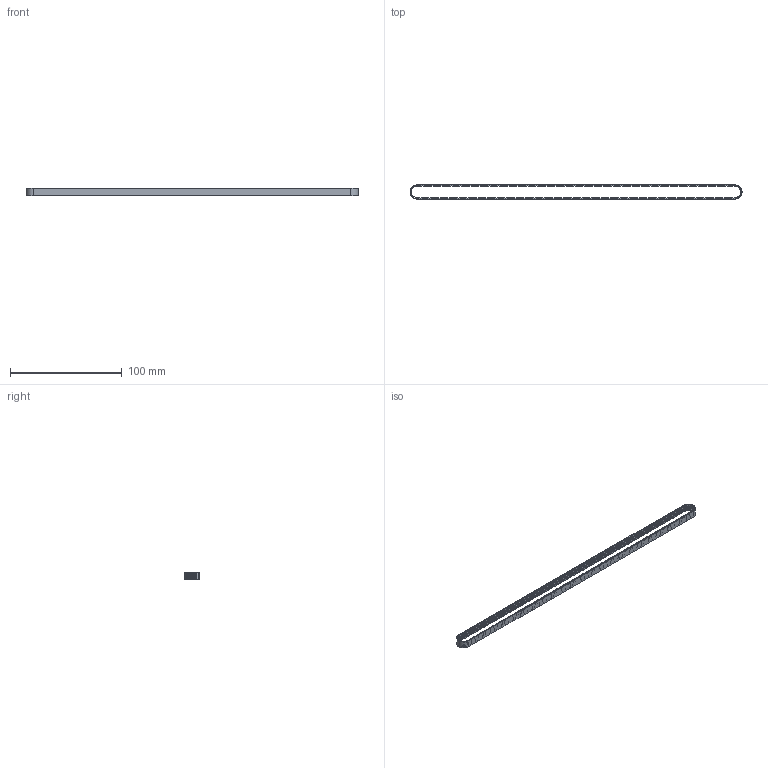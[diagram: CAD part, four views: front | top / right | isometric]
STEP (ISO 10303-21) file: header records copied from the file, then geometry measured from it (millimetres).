
FILE_DESCRIPTION (( 'STEP AP214' ), '1' );
FILE_NAME ('1086-Z1P-A.STEP', '2013-05-15T14:46:27', ( '3DAssist' ), ( '' ), 'SwSTEP 2.0', 'SolidWorks 2013', '' );
FILE_SCHEMA (( 'AUTOMOTIVE_DESIGN' ));
Length unit declared in the file: millimetre
Products named in the file (1): 1086-Z1P-A
Bounding box: 297 x 13 x 6.4 mm (x, y, z)
Volume: 3592.1 mm3; surface area: 10851.6 mm2
Topology: 1 solids, 1 shells, 1228 faces, 3678 edges, 2452 vertices
Faces by surface type: plane 1204, cylinder 24
Entity records: 40569 total; most frequent: CARTESIAN_POINT 7362, ORIENTED_EDGE 7356, DIRECTION 6183, EDGE_CURVE 3678, VECTOR 3629, LINE 3629, VERTEX_POINT 2452, AXIS2_PLACEMENT_3D 1277
